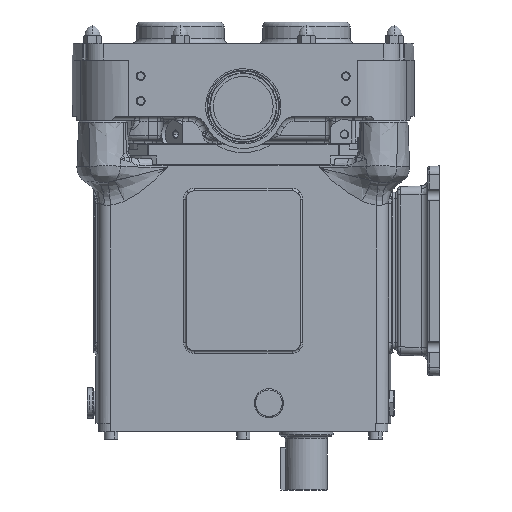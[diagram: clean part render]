
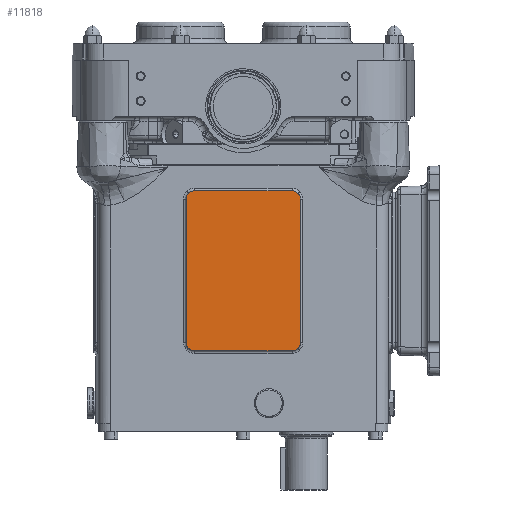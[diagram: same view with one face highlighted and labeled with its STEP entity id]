
A CAD part, left-side view. The second image highlights one B-rep face of the part: STEP entity #11818.
In plain terms, the highlighted planar face has unit normal (-1, 0, 0).
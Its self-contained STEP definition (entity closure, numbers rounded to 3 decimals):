
#563 = EDGE_CURVE ( 'NONE', #15856, #6629, #56995, .T. ) ;
#603 = CARTESIAN_POINT ( 'NONE',  ( -98., 69.175, -112.137 ) ) ;
#673 = EDGE_CURVE ( 'NONE', #15856, #34868, #29689, .T. ) ;
#1244 = VERTEX_POINT ( 'NONE', #11337 ) ;
#1253 = CARTESIAN_POINT ( 'NONE',  ( -98., -69.175, -285.498 ) ) ;
#2348 = CARTESIAN_POINT ( 'NONE',  ( -98., 69.175, -291.354 ) ) ;
#3755 = CARTESIAN_POINT ( 'NONE',  ( -98., -69.175, -285.498 ) ) ;
#3867 = LINE ( 'NONE', #12701, #24351 ) ;
#4517 = ORIENTED_EDGE ( 'NONE', *, *, #6907, .T. ) ;
#4622 = LINE ( 'NONE', #28873, #30497 ) ;
#6629 = VERTEX_POINT ( 'NONE', #11324 ) ;
#6907 = EDGE_CURVE ( 'NONE', #1244, #43065, #30594, .T. ) ;
#9490 = EDGE_CURVE ( 'NONE', #48714, #15781, #20472, .T. ) ;
#9827 = ORIENTED_EDGE ( 'NONE', *, *, #9490, .T. ) ;
#11324 = CARTESIAN_POINT ( 'NONE',  ( -98., -59.181, -102.143 ) ) ;
#11337 = CARTESIAN_POINT ( 'NONE',  ( -98., -59.181, -295.492 ) ) ;
#11818 = ADVANCED_FACE ( 'NONE', ( #20607 ), #15882, .F. ) ;
#12410 = ORIENTED_EDGE ( 'NONE', *, *, #563, .F. ) ;
#12701 = CARTESIAN_POINT ( 'NONE',  ( -98., -69., -295.492 ) ) ;
#13436 = ORIENTED_EDGE ( 'NONE', *, *, #673, .T. ) ;
#13532 = CARTESIAN_POINT ( 'NONE',  ( -98., -59.181, -295.492 ) ) ;
#13615 = CARTESIAN_POINT ( 'NONE',  ( -98., -69.175, -112.137 ) ) ;
#13733 = EDGE_CURVE ( 'NONE', #48714, #34868, #4622, .T. ) ;
#14045 = CARTESIAN_POINT ( 'NONE',  ( -98., -69.175, -112.137 ) ) ;
#14116 = VECTOR ( 'NONE', #18787, 1000. ) ;
#15670 = AXIS2_PLACEMENT_3D ( 'NONE', #59022, #54597, #16513 ) ;
#15781 = VERTEX_POINT ( 'NONE', #16791 ) ;
#15856 = VERTEX_POINT ( 'NONE', #31282 ) ;
#15882 = PLANE ( 'NONE',  #15670 ) ;
#16513 = DIRECTION ( 'NONE',  ( 0., 0., 1. ) ) ;
#16791 = CARTESIAN_POINT ( 'NONE',  ( -98., 59.181, -295.492 ) ) ;
#16832 = CARTESIAN_POINT ( 'NONE',  ( -98., 69.175, -285.498 ) ) ;
#18787 = DIRECTION ( 'NONE',  ( 0., 0., -1. ) ) ;
#19370 = ORIENTED_EDGE ( 'NONE', *, *, #52907, .F. ) ;
#20472 =( BOUNDED_CURVE ( )  B_SPLINE_CURVE ( 3, ( #16832, #2348, #40763, #37597 ),
 .UNSPECIFIED., .F., .F. ) 
 B_SPLINE_CURVE_WITH_KNOTS ( ( 4, 4 ),
 ( 5.498, 7.068 ),
 .UNSPECIFIED. ) 
 CURVE ( )  GEOMETRIC_REPRESENTATION_ITEM ( )  RATIONAL_B_SPLINE_CURVE ( ( 1., 0.805, 0.805, 1. ) ) 
 REPRESENTATION_ITEM ( '' )  );
#20607 = FACE_OUTER_BOUND ( 'NONE', #23265, .T. ) ;
#23265 = EDGE_LOOP ( 'NONE', ( #23753, #12410, #13436, #55051, #9827, #45239, #4517, #19370 ) ) ;
#23753 = ORIENTED_EDGE ( 'NONE', *, *, #33372, .T. ) ;
#24351 = VECTOR ( 'NONE', #32536, 1000. ) ;
#24620 = CARTESIAN_POINT ( 'NONE',  ( -98., -65.036, -102.143 ) ) ;
#28333 = EDGE_CURVE ( 'NONE', #1244, #15781, #3867, .T. ) ;
#28580 = LINE ( 'NONE', #53723, #14116 ) ;
#28873 = CARTESIAN_POINT ( 'NONE',  ( -98., 69.175, -295.317 ) ) ;
#28958 = CARTESIAN_POINT ( 'NONE',  ( -98., -69., -102.143 ) ) ;
#29689 =( BOUNDED_CURVE ( )  B_SPLINE_CURVE ( 3, ( #34618, #39336, #44676, #603 ),
 .UNSPECIFIED., .F., .T. ) 
 B_SPLINE_CURVE_WITH_KNOTS ( ( 4, 4 ),
 ( 5.498, 7.068 ),
 .UNSPECIFIED. ) 
 CURVE ( )  GEOMETRIC_REPRESENTATION_ITEM ( )  RATIONAL_B_SPLINE_CURVE ( ( 1., 0.805, 0.805, 1. ) ) 
 REPRESENTATION_ITEM ( '' )  );
#30497 = VECTOR ( 'NONE', #57834, 1000. ) ;
#30594 =( BOUNDED_CURVE ( )  B_SPLINE_CURVE ( 3, ( #13532, #42456, #43946, #3755 ),
 .UNSPECIFIED., .F., .F. ) 
 B_SPLINE_CURVE_WITH_KNOTS ( ( 4, 4 ),
 ( 5.498, 7.068 ),
 .UNSPECIFIED. ) 
 CURVE ( )  GEOMETRIC_REPRESENTATION_ITEM ( )  RATIONAL_B_SPLINE_CURVE ( ( 1., 0.805, 0.805, 1. ) ) 
 REPRESENTATION_ITEM ( '' )  );
#31282 = CARTESIAN_POINT ( 'NONE',  ( -98., 59.181, -102.143 ) ) ;
#32536 = DIRECTION ( 'NONE',  ( 0., 1., 0. ) ) ;
#33372 = EDGE_CURVE ( 'NONE', #47174, #6629, #37682, .T. ) ;
#33433 = CARTESIAN_POINT ( 'NONE',  ( -98., -69.175, -106.281 ) ) ;
#34618 = CARTESIAN_POINT ( 'NONE',  ( -98., 59.181, -102.143 ) ) ;
#34868 = VERTEX_POINT ( 'NONE', #47036 ) ;
#37597 = CARTESIAN_POINT ( 'NONE',  ( -98., 59.181, -295.492 ) ) ;
#37682 =( BOUNDED_CURVE ( )  B_SPLINE_CURVE ( 3, ( #13615, #33433, #24620, #53227 ),
 .UNSPECIFIED., .F., .F. ) 
 B_SPLINE_CURVE_WITH_KNOTS ( ( 4, 4 ),
 ( 5.498, 7.068 ),
 .UNSPECIFIED. ) 
 CURVE ( )  GEOMETRIC_REPRESENTATION_ITEM ( )  RATIONAL_B_SPLINE_CURVE ( ( 1., 0.805, 0.805, 1. ) ) 
 REPRESENTATION_ITEM ( '' )  );
#39336 = CARTESIAN_POINT ( 'NONE',  ( -98., 65.036, -102.143 ) ) ;
#40763 = CARTESIAN_POINT ( 'NONE',  ( -98., 65.036, -295.492 ) ) ;
#42176 = DIRECTION ( 'NONE',  ( 0., -1., 0. ) ) ;
#42456 = CARTESIAN_POINT ( 'NONE',  ( -98., -65.036, -295.492 ) ) ;
#43065 = VERTEX_POINT ( 'NONE', #1253 ) ;
#43946 = CARTESIAN_POINT ( 'NONE',  ( -98., -69.175, -291.354 ) ) ;
#44676 = CARTESIAN_POINT ( 'NONE',  ( -98., 69.175, -106.281 ) ) ;
#45239 = ORIENTED_EDGE ( 'NONE', *, *, #28333, .F. ) ;
#47036 = CARTESIAN_POINT ( 'NONE',  ( -98., 69.175, -112.137 ) ) ;
#47174 = VERTEX_POINT ( 'NONE', #14045 ) ;
#48714 = VERTEX_POINT ( 'NONE', #56943 ) ;
#50038 = VECTOR ( 'NONE', #42176, 1000. ) ;
#52907 = EDGE_CURVE ( 'NONE', #47174, #43065, #28580, .T. ) ;
#53227 = CARTESIAN_POINT ( 'NONE',  ( -98., -59.181, -102.143 ) ) ;
#53723 = CARTESIAN_POINT ( 'NONE',  ( -98., -69.175, -295.317 ) ) ;
#54597 = DIRECTION ( 'NONE',  ( 1., 0., 0. ) ) ;
#55051 = ORIENTED_EDGE ( 'NONE', *, *, #13733, .F. ) ;
#56943 = CARTESIAN_POINT ( 'NONE',  ( -98., 69.175, -285.498 ) ) ;
#56995 = LINE ( 'NONE', #28958, #50038 ) ;
#57834 = DIRECTION ( 'NONE',  ( 0., 0., 1. ) ) ;
#59022 = CARTESIAN_POINT ( 'NONE',  ( -98., -90., -383.5 ) ) ;
